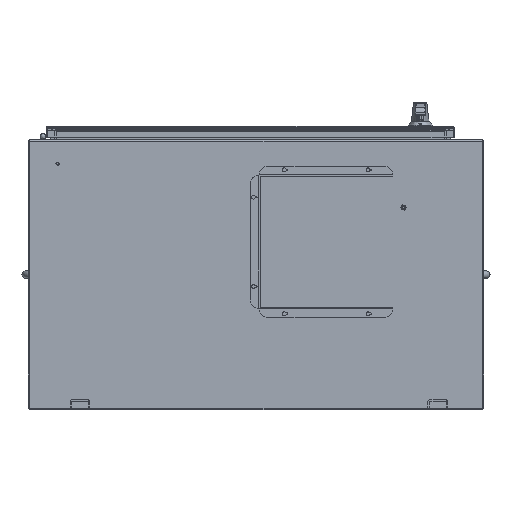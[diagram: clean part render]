
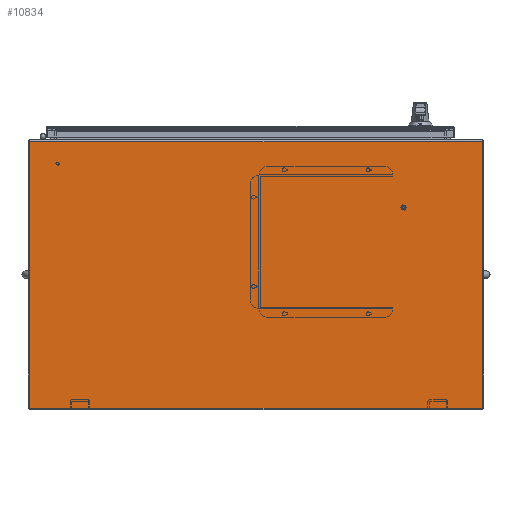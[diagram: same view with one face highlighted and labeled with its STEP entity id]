
A CAD part, front view. The second image highlights one B-rep face of the part: STEP entity #10834.
In plain terms, the highlighted face is planar.
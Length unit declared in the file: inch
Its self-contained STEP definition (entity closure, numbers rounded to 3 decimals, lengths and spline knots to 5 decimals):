
#742 = FACE_OUTER_BOUND ( 'NONE', #43204, .T. ) ;
#1608 = VERTEX_POINT ( 'NONE', #31733 ) ;
#2798 = CARTESIAN_POINT ( 'NONE',  ( 0., 0., -0.125 ) ) ;
#4703 = DIRECTION ( 'NONE',  ( 1., 0., 0. ) ) ;
#6116 = ORIENTED_EDGE ( 'NONE', *, *, #19531, .F. ) ;
#7396 = LINE ( 'NONE', #52274, #60209 ) ;
#8933 = LINE ( 'NONE', #55882, #51287 ) ;
#9331 = ORIENTED_EDGE ( 'NONE', *, *, #31853, .F. ) ;
#10834 = ADVANCED_FACE ( 'NONE', ( #742 ), #22489, .F. ) ;
#11866 = DIRECTION ( 'NONE',  ( -1., 0., 0. ) ) ;
#12411 = EDGE_CURVE ( 'NONE', #64494, #33952, #8933, .T. ) ;
#12746 = AXIS2_PLACEMENT_3D ( 'NONE', #58465, #44156, #38767 ) ;
#14925 = DIRECTION ( 'NONE',  ( 0., -1., 0. ) ) ;
#17105 = ORIENTED_EDGE ( 'NONE', *, *, #12411, .F. ) ;
#19256 = EDGE_CURVE ( 'NONE', #33952, #1608, #32934, .T. ) ;
#19531 = EDGE_CURVE ( 'NONE', #1608, #28320, #7396, .T. ) ;
#22489 = PLANE ( 'NONE',  #12746 ) ;
#28048 = DIRECTION ( 'NONE',  ( 0., 1., 0. ) ) ;
#28320 = VERTEX_POINT ( 'NONE', #2798 ) ;
#30585 = VECTOR ( 'NONE', #28048, 39.37008 ) ;
#31733 = CARTESIAN_POINT ( 'NONE',  ( 40.5, 0., -0.125 ) ) ;
#31853 = EDGE_CURVE ( 'NONE', #28320, #64494, #32186, .T. ) ;
#32186 = LINE ( 'NONE', #45750, #62677 ) ;
#32934 = LINE ( 'NONE', #38760, #30585 ) ;
#33952 = VERTEX_POINT ( 'NONE', #49952 ) ;
#37117 = CARTESIAN_POINT ( 'NONE',  ( 0., -23.815, -0.125 ) ) ;
#38760 = CARTESIAN_POINT ( 'NONE',  ( 40.5, 0., -0.125 ) ) ;
#38767 = DIRECTION ( 'NONE',  ( 0., -1., 0. ) ) ;
#43204 = EDGE_LOOP ( 'NONE', ( #17105, #9331, #6116, #61666 ) ) ;
#44156 = DIRECTION ( 'NONE',  ( 0., 0., 1. ) ) ;
#45750 = CARTESIAN_POINT ( 'NONE',  ( 0., 0., -0.125 ) ) ;
#49952 = CARTESIAN_POINT ( 'NONE',  ( 40.5, -23.815, -0.125 ) ) ;
#51287 = VECTOR ( 'NONE', #4703, 39.37008 ) ;
#52274 = CARTESIAN_POINT ( 'NONE',  ( 0., 0., -0.125 ) ) ;
#55882 = CARTESIAN_POINT ( 'NONE',  ( 0., -23.815, -0.125 ) ) ;
#58465 = CARTESIAN_POINT ( 'NONE',  ( 0., 0., -0.125 ) ) ;
#60209 = VECTOR ( 'NONE', #11866, 39.37008 ) ;
#61666 = ORIENTED_EDGE ( 'NONE', *, *, #19256, .F. ) ;
#62677 = VECTOR ( 'NONE', #14925, 39.37008 ) ;
#64494 = VERTEX_POINT ( 'NONE', #37117 ) ;
